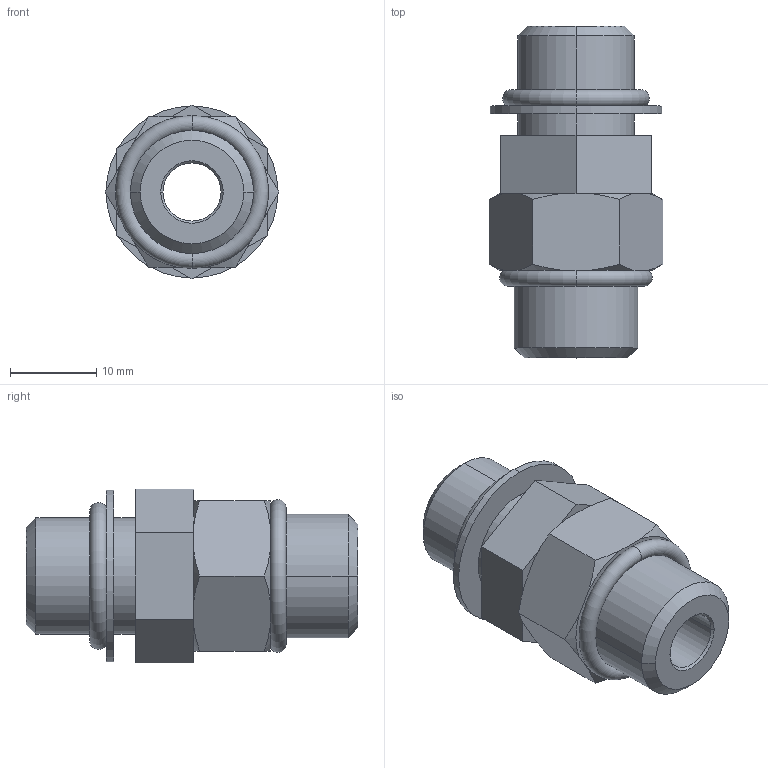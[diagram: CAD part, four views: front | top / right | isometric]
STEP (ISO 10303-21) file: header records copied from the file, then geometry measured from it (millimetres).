
FILE_DESCRIPTION((''),'2;1');
FILE_NAME('ILC30001166','2005-08-18T',('KR'),(''),'PRO/ENGINEER BY PARAMETRIC TECHNOLOGY CORPORATION, 2004290','PRO/ENGINEER BY PARAMETRIC TECHNOLOGY CORPORATION, 2004290','');
FILE_SCHEMA(('AUTOMOTIVE_DESIGN_CC2 { 1 2 10303 214 -1 1 5 2 }'));
Length unit declared in the file: inch
Products named in the file (1): ILC30001166
Bounding box: 20.16 x 38.48 x 20.16 mm (x, y, z)
Volume: 6550.8 mm3; surface area: 3729.4 mm2
Topology: 1 solids, 3 shells, 74 faces, 174 edges, 108 vertices
Faces by surface type: plane 32, cone 20, cylinder 14, torus 8
Entity records: 2929 total; most frequent: CARTESIAN_POINT 448, DIRECTION 378, ORIENTED_EDGE 348, PRESENTATION_STYLE_ASSIGNMENT 183, STYLED_ITEM 175, CURVE_STYLE 174, EDGE_CURVE 174, AXIS2_PLACEMENT_3D 154
